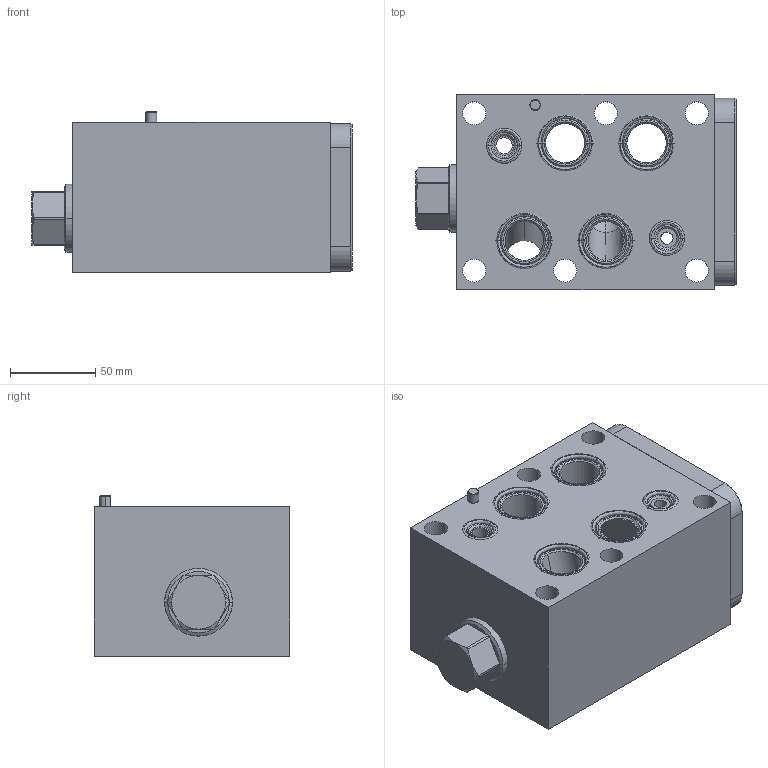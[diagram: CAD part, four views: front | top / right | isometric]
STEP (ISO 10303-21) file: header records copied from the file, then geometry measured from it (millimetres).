
FILE_DESCRIPTION((''),'2;1');
FILE_NAME('CD4_ASM','2020-03-10T',('ProEService'),(''),'PRO/ENGINEER BY PARAMETRIC TECHNOLOGY CORPORATION, 2014200','PRO/ENGINEER BY PARAMETRIC TECHNOLOGY CORPORATION, 2014200','');
FILE_SCHEMA(('CONFIG_CONTROL_DESIGN'));
Length unit declared in the file: inch
Products named in the file (6): 151-446; CXHAXAN; 811-001-002; 500-001-121; 500-001-114; CD4_ASM
Assembly tree (9 placements, depth 2):
  CD4_ASM
    151-446
    CXHAXAN
    811-001-002
    500-001-121  x4
    500-001-114  x2
Bounding box: 187.35 x 114.3 x 93.68 mm (x, y, z)
Volume: 1310537.6 mm3; surface area: 175868.7 mm2
Topology: 11 solids, 11 shells, 379 faces, 1128 edges, 919 vertices
Faces by surface type: cylinder 146, cone 90, plane 74, revolution 32, torus 31, sphere 6
Entity records: 14935 total; most frequent: CARTESIAN_POINT 5047, DIRECTION 2122, ORIENTED_EDGE 1740, EDGE_CURVE 870, AXIS2_PLACEMENT_3D 790, VERTEX_POINT 541, VECTOR 526, LINE 526
